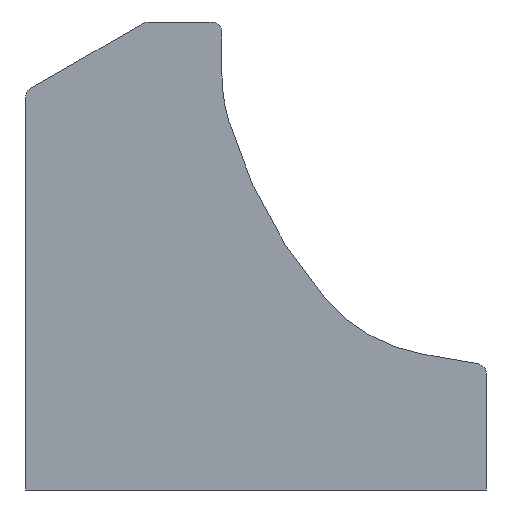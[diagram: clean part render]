
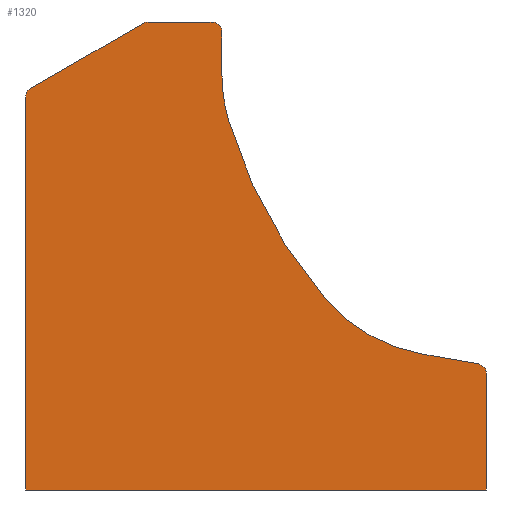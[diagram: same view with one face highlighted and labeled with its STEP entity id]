
A CAD part, left-side view. The second image highlights one B-rep face of the part: STEP entity #1320.
In plain terms, the highlighted planar face has unit normal (-1, 0, 0).
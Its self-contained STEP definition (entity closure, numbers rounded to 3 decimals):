
#123=LINE('',#2085,#269);
#130=LINE('',#2112,#276);
#140=LINE('',#2138,#286);
#144=LINE('',#2147,#290);
#146=LINE('',#2153,#292);
#148=LINE('',#2157,#294);
#152=LINE('',#2164,#298);
#269=VECTOR('',#1692,10.);
#276=VECTOR('',#1719,10.);
#286=VECTOR('',#1743,10.);
#290=VECTOR('',#1753,10.);
#292=VECTOR('',#1761,10.);
#294=VECTOR('',#1765,10.);
#298=VECTOR('',#1771,10.);
#394=FACE_OUTER_BOUND('',#474,.T.);
#474=EDGE_LOOP('',(#1131,#1132,#1133,#1134,#1135,#1136,#1137,#1138,#1139,
#1140,#1141,#1142,#1143,#1144));
#509=CIRCLE('',#1413,100.);
#511=CIRCLE('',#1417,100.);
#513=CIRCLE('',#1420,295.);
#514=CIRCLE('',#1422,6.);
#519=CIRCLE('',#1430,6.);
#520=CIRCLE('',#1433,6.);
#521=CIRCLE('',#1436,6.);
#613=VERTEX_POINT('',#2078);
#614=VERTEX_POINT('',#2080);
#615=VERTEX_POINT('',#2084);
#619=VERTEX_POINT('',#2093);
#620=VERTEX_POINT('',#2095);
#621=VERTEX_POINT('',#2102);
#622=VERTEX_POINT('',#2103);
#625=VERTEX_POINT('',#2111);
#633=VERTEX_POINT('',#2133);
#634=VERTEX_POINT('',#2137);
#635=VERTEX_POINT('',#2141);
#636=VERTEX_POINT('',#2142);
#637=VERTEX_POINT('',#2149);
#638=VERTEX_POINT('',#2155);
#770=EDGE_CURVE('',#614,#613,#509,.T.);
#772=EDGE_CURVE('',#614,#615,#123,.T.);
#777=EDGE_CURVE('',#620,#619,#511,.T.);
#780=EDGE_CURVE('',#620,#613,#513,.T.);
#781=EDGE_CURVE('',#621,#622,#514,.T.);
#785=EDGE_CURVE('',#621,#625,#130,.T.);
#797=EDGE_CURVE('',#633,#615,#519,.T.);
#799=EDGE_CURVE('',#633,#634,#140,.T.);
#801=EDGE_CURVE('',#635,#636,#520,.T.);
#804=EDGE_CURVE('',#635,#622,#144,.T.);
#805=EDGE_CURVE('',#637,#625,#521,.T.);
#807=EDGE_CURVE('',#637,#619,#146,.T.);
#809=EDGE_CURVE('',#638,#636,#148,.T.);
#813=EDGE_CURVE('',#634,#638,#152,.T.);
#1131=ORIENTED_EDGE('',*,*,#781,.T.);
#1132=ORIENTED_EDGE('',*,*,#804,.F.);
#1133=ORIENTED_EDGE('',*,*,#801,.T.);
#1134=ORIENTED_EDGE('',*,*,#809,.F.);
#1135=ORIENTED_EDGE('',*,*,#813,.F.);
#1136=ORIENTED_EDGE('',*,*,#799,.F.);
#1137=ORIENTED_EDGE('',*,*,#797,.T.);
#1138=ORIENTED_EDGE('',*,*,#772,.F.);
#1139=ORIENTED_EDGE('',*,*,#770,.T.);
#1140=ORIENTED_EDGE('',*,*,#780,.F.);
#1141=ORIENTED_EDGE('',*,*,#777,.T.);
#1142=ORIENTED_EDGE('',*,*,#807,.F.);
#1143=ORIENTED_EDGE('',*,*,#805,.T.);
#1144=ORIENTED_EDGE('',*,*,#785,.F.);
#1255=PLANE('',#1440);
#1320=ADVANCED_FACE('',(#394),#1255,.F.);
#1413=AXIS2_PLACEMENT_3D('',#2081,#1687,#1688);
#1417=AXIS2_PLACEMENT_3D('',#2096,#1700,#1701);
#1420=AXIS2_PLACEMENT_3D('',#2100,#1707,#1708);
#1422=AXIS2_PLACEMENT_3D('',#2104,#1711,#1712);
#1430=AXIS2_PLACEMENT_3D('',#2134,#1738,#1739);
#1433=AXIS2_PLACEMENT_3D('',#2143,#1747,#1748);
#1436=AXIS2_PLACEMENT_3D('',#2150,#1756,#1757);
#1440=AXIS2_PLACEMENT_3D('',#2165,#1772,#1773);
#1687=DIRECTION('center_axis',(1.,0.,0.));
#1688=DIRECTION('ref_axis',(0.,0.496,-0.868));
#1692=DIRECTION('',(0.,-0.985,-0.174));
#1700=DIRECTION('center_axis',(1.,0.,0.));
#1701=DIRECTION('ref_axis',(0.,0.99,-0.143));
#1707=DIRECTION('center_axis',(-1.,0.,0.));
#1708=DIRECTION('ref_axis',(0.,0.667,-0.745));
#1711=DIRECTION('center_axis',(-1.,0.,0.));
#1712=DIRECTION('ref_axis',(0.,0.259,0.966));
#1719=DIRECTION('',(0.,-1.,0.));
#1738=DIRECTION('center_axis',(-1.,0.,0.));
#1739=DIRECTION('ref_axis',(0.,-0.766,0.643));
#1743=DIRECTION('',(0.,0.,-1.));
#1747=DIRECTION('center_axis',(-1.,0.,0.));
#1748=DIRECTION('ref_axis',(0.,0.866,0.5));
#1753=DIRECTION('',(0.,-0.866,0.5));
#1756=DIRECTION('center_axis',(-1.,0.,0.));
#1757=DIRECTION('ref_axis',(0.,-0.707,0.707));
#1761=DIRECTION('',(0.,0.,-1.));
#1765=DIRECTION('',(0.,0.,1.));
#1771=DIRECTION('',(0.,1.,0.));
#1772=DIRECTION('center_axis',(1.,0.,0.));
#1773=DIRECTION('ref_axis',(0.,1.,0.));
#2078=CARTESIAN_POINT('',(-113.824,-115.456,22.147));
#2080=CARTESIAN_POINT('',(-113.824,-174.059,-11.304));
#2081=CARTESIAN_POINT('Origin',(-113.824,-191.424,87.177));
#2084=CARTESIAN_POINT('',(-113.824,-208.274,-17.337));
#2085=CARTESIAN_POINT('',(-113.824,-142.775,-5.788));
#2093=CARTESIAN_POINT('',(-113.824,-52.514,158.865));
#2095=CARTESIAN_POINT('',(-113.824,-56.592,130.598));
#2096=CARTESIAN_POINT('Origin',(-113.824,-152.514,158.865));
#2100=CARTESIAN_POINT('Origin',(-113.824,-339.562,213.984));
#2102=CARTESIAN_POINT('',(-113.824,-7.782,190.368));
#2103=CARTESIAN_POINT('',(-113.824,-4.782,189.564));
#2104=CARTESIAN_POINT('Origin',(-113.824,-7.782,184.368));
#2111=CARTESIAN_POINT('',(-113.824,-46.514,190.368));
#2112=CARTESIAN_POINT('',(-113.824,-52.514,190.368));
#2133=CARTESIAN_POINT('',(-113.824,-213.232,-23.246));
#2134=CARTESIAN_POINT('Origin',(-113.824,-207.232,-23.246));
#2137=CARTESIAN_POINT('',(-113.824,-213.232,-93.965));
#2138=CARTESIAN_POINT('',(-113.824,-213.232,-98.965));
#2141=CARTESIAN_POINT('',(-113.824,63.768,149.987));
#2142=CARTESIAN_POINT('',(-113.824,66.768,144.791));
#2143=CARTESIAN_POINT('Origin',(-113.824,60.768,144.791));
#2147=CARTESIAN_POINT('',(-113.824,-6.174,190.368));
#2149=CARTESIAN_POINT('',(-113.824,-52.514,184.368));
#2150=CARTESIAN_POINT('Origin',(-113.824,-46.514,184.368));
#2153=CARTESIAN_POINT('',(-113.824,-52.514,145.95));
#2155=CARTESIAN_POINT('',(-113.824,66.768,-93.965));
#2157=CARTESIAN_POINT('',(-113.824,66.768,106.035));
#2164=CARTESIAN_POINT('',(-113.824,61.768,-93.965));
#2165=CARTESIAN_POINT('Origin',(-113.824,-73.232,48.202));
